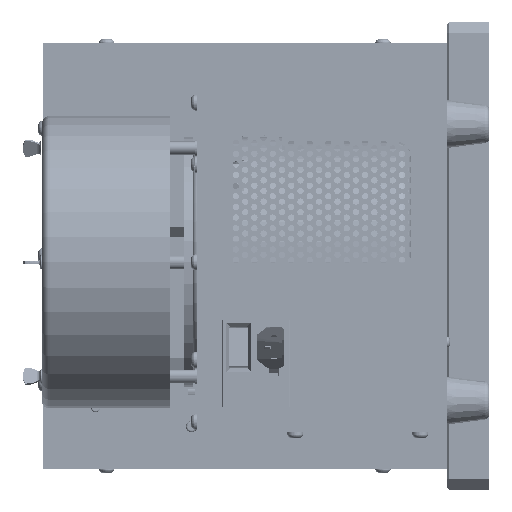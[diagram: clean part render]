
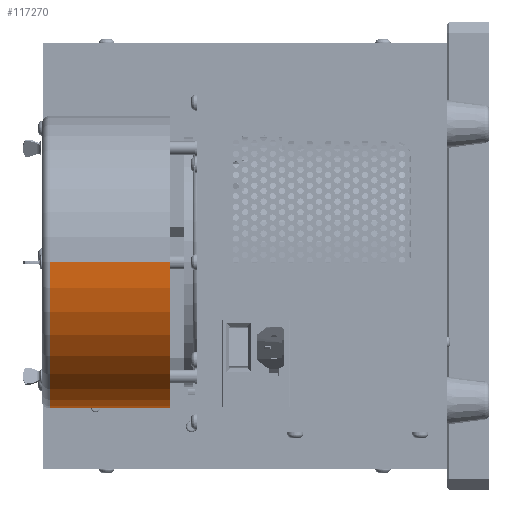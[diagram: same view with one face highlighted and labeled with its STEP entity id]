
A CAD part, left-side view. The second image highlights one B-rep face of the part: STEP entity #117270.
In plain terms, the highlighted cylindrical face has radius 87.249 mm (diameter 174.498 mm), a partial arc.
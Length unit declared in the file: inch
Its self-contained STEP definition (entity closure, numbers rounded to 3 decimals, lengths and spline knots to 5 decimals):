
#459 = EDGE_CURVE ( 'NONE', #223395, #29867, #1035, .T. ) ;
#1035 = LINE ( 'NONE', #152717, #137452 ) ;
#10687 = FACE_OUTER_BOUND ( 'NONE', #215413, .T. ) ;
#25005 = CARTESIAN_POINT ( 'NONE',  ( -10.12884, 12.06257, -0.14757 ) ) ;
#26737 = CARTESIAN_POINT ( 'NONE',  ( -10.12884, 10.335, -0.14757 ) ) ;
#28191 = DIRECTION ( 'NONE',  ( 0., 1., 0. ) ) ;
#29867 = VERTEX_POINT ( 'NONE', #69028 ) ;
#31949 = CARTESIAN_POINT ( 'NONE',  ( -6.69384, 10.335, -0.14757 ) ) ;
#41391 = LINE ( 'NONE', #220579, #214125 ) ;
#42383 = CIRCLE ( 'NONE', #64073, 3.435 ) ;
#42901 = DIRECTION ( 'NONE',  ( 0., 1., 0. ) ) ;
#44644 = DIRECTION ( 'NONE',  ( 1., 0., 0. ) ) ;
#50347 = EDGE_CURVE ( 'NONE', #230767, #29867, #230557, .T. ) ;
#53916 = CARTESIAN_POINT ( 'NONE',  ( -6.69384, 7.515, -0.14757 ) ) ;
#59430 = DIRECTION ( 'NONE',  ( 0., 1., 0. ) ) ;
#62554 = EDGE_CURVE ( 'NONE', #116999, #223395, #42383, .T. ) ;
#63400 = CARTESIAN_POINT ( 'NONE',  ( -13.56384, 7.515, -0.14757 ) ) ;
#64073 = AXIS2_PLACEMENT_3D ( 'NONE', #166062, #59430, #183963 ) ;
#64940 = AXIS2_PLACEMENT_3D ( 'NONE', #25005, #42901, #132319 ) ;
#69028 = CARTESIAN_POINT ( 'NONE',  ( -13.56384, 10.335, -0.14757 ) ) ;
#73687 = ORIENTED_EDGE ( 'NONE', *, *, #50347, .F. ) ;
#77981 = DIRECTION ( 'NONE',  ( 0., 1., 0. ) ) ;
#81236 = EDGE_CURVE ( 'NONE', #116999, #230767, #41391, .T. ) ;
#116999 = VERTEX_POINT ( 'NONE', #53916 ) ;
#117270 = ADVANCED_FACE ( 'NONE', ( #10687 ), #124760, .T. ) ;
#124760 = CYLINDRICAL_SURFACE ( 'NONE', #64940, 3.435 ) ;
#130560 = ORIENTED_EDGE ( 'NONE', *, *, #81236, .F. ) ;
#132319 = DIRECTION ( 'NONE',  ( 1., 0., 0. ) ) ;
#137108 = ORIENTED_EDGE ( 'NONE', *, *, #62554, .T. ) ;
#137452 = VECTOR ( 'NONE', #28191, 39.37008 ) ;
#151233 = DIRECTION ( 'NONE',  ( 0., 1., 0. ) ) ;
#152717 = CARTESIAN_POINT ( 'NONE',  ( -13.56384, 12.06257, -0.14757 ) ) ;
#166062 = CARTESIAN_POINT ( 'NONE',  ( -10.12884, 7.515, -0.14757 ) ) ;
#183046 = ORIENTED_EDGE ( 'NONE', *, *, #459, .T. ) ;
#183963 = DIRECTION ( 'NONE',  ( 1., 0., 0. ) ) ;
#214125 = VECTOR ( 'NONE', #77981, 39.37008 ) ;
#215413 = EDGE_LOOP ( 'NONE', ( #137108, #183046, #73687, #130560 ) ) ;
#219223 = AXIS2_PLACEMENT_3D ( 'NONE', #26737, #151233, #44644 ) ;
#220579 = CARTESIAN_POINT ( 'NONE',  ( -6.69384, 12.06257, -0.14757 ) ) ;
#223395 = VERTEX_POINT ( 'NONE', #63400 ) ;
#230557 = CIRCLE ( 'NONE', #219223, 3.435 ) ;
#230767 = VERTEX_POINT ( 'NONE', #31949 ) ;
